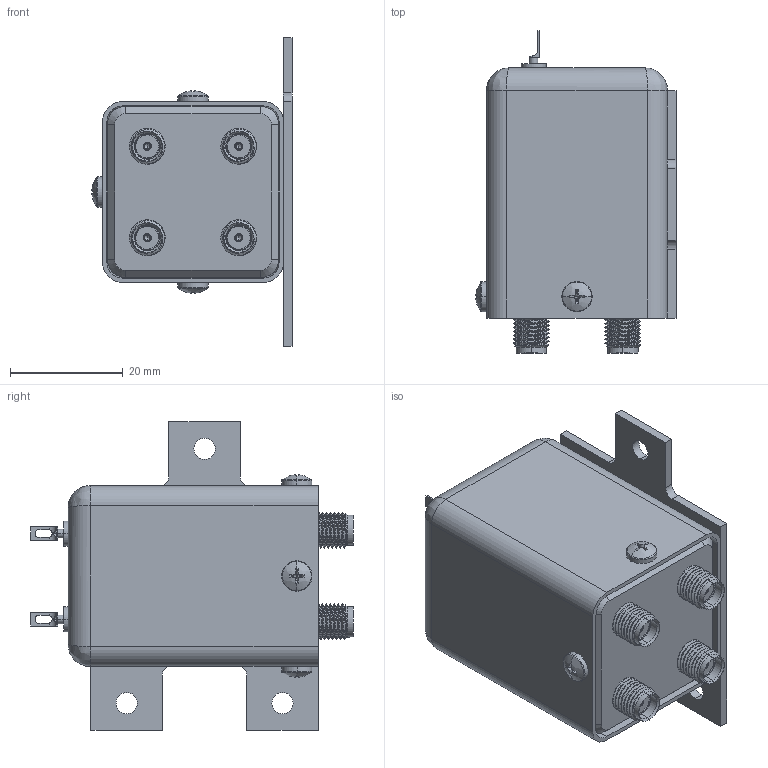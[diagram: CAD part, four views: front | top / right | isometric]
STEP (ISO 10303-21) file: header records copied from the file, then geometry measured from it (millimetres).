
FILE_DESCRIPTION (( 'STEP AP214' ), '1' );
FILE_NAME ('FMSW7294_3D.step', '2023-05-10T16:15:42', ( '' ), ( '' ), 'SwSTEP 2.0', 'SolidWorks 2022', '' );
FILE_SCHEMA (( 'AUTOMOTIVE_DESIGN' ));
Length unit declared in the file: inch
Products named in the file (9): Copy of A12075Y04_-401^FMSW7294; FMSW7294_3D; Copy of R040691-e360_-03^FMSW7294; Copy of R040194-e360^FMSW7294; Copy of R09003-3HOLE^FMSW7294; Copy of A12075Y05_-203^FMSW7294; Copy of A12075Y05_-403^FMSW7294; Copy of A22029002-e360^FMSW7294; Copy of A22021007^FMSW7294
Assembly tree (15 placements, depth 2):
  FMSW7294_3D
    Copy of A22021007^FMSW7294
    Copy of A22029002-e360^FMSW7294  x4
    Copy of R09003-3HOLE^FMSW7294
    Copy of A12075Y05_-203^FMSW7294  x2
    Copy of A12075Y05_-403^FMSW7294
    Copy of A12075Y04_-401^FMSW7294  x3
    Copy of R040691-e360_-03^FMSW7294  x2
    Copy of R040194-e360^FMSW7294
Bounding box: 35.56 x 57.26 x 54.86 mm (x, y, z)
Volume: 14074.6 mm3; surface area: 22756.5 mm2
Topology: 11 solids, 27 shells, 692 faces, 1757 edges, 1131 vertices
Faces by surface type: cylinder 318, plane 196, bspline 102, cone 76
Entity records: 13310 total; most frequent: CARTESIAN_POINT 5812, ORIENTED_EDGE 1508, DIRECTION 1404, EDGE_CURVE 756, AXIS2_PLACEMENT_3D 534, VERTEX_POINT 488, EDGE_LOOP 357, VECTOR 336
